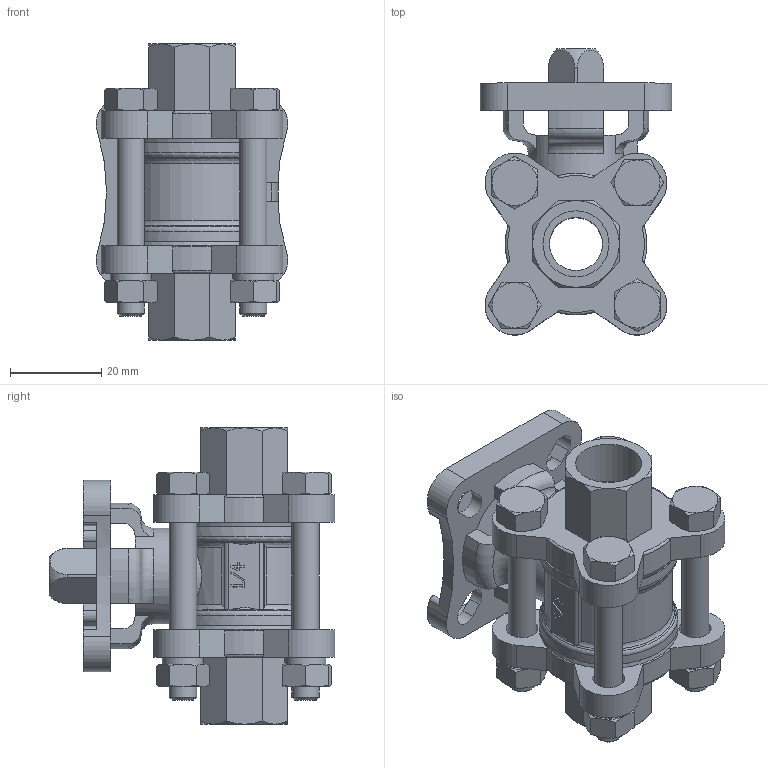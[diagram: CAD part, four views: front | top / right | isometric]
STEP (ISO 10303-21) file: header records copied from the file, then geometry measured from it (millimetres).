
FILE_DESCRIPTION(/* description */ ('STEP AP214'),/* implementation_level */ '2;1');
FILE_NAME(/* name */ '8089038_VZBE-1_4-WA-63-T-2-F0304-V15V15',/* time_stamp */ '2024-09-18T01:36:05+02:00',/* author */ ('License CC BY-ND 4.0'),/* organization */ ('CADENAS'),/* preprocessor_version */ 'ST-DEVELOPER v19.3',/* originating_system */ 'PARTsolutions',/* authorisation */ ' ');
FILE_SCHEMA (('AUTOMOTIVE_DESIGN {1 0 10303 214 3 1 1}'));
Length unit declared in the file: millimetre
Products named in the file (2): 8089038 VZBE-1/4-WA-63-T-2-F0304-V15V15; 8089038 VZBE-1/4-WA-63-T-2-F0304-V15V15_v
Assembly tree (1 placements, depth 2):
  8089038 VZBE-1/4-WA-63-T-2-F0304-V15V15
    8089038 VZBE-1/4-WA-63-T-2-F0304-V15V15_v
Bounding box: 41.99 x 62.71 x 65 mm (x, y, z)
Volume: 48836.5 mm3; surface area: 23422.6 mm2
Topology: 1 solids, 1 shells, 446 faces, 1127 edges, 708 vertices
Faces by surface type: plane 193, cone 121, cylinder 94, torus 38
Full cylindrical faces by diameter (mm): 6 x8, 7 x8, 9 x4, 11.6 x1, 14.5 x2, 21 x1, 26 x1, 30.5 x2
Entity records: 13572 total; most frequent: CARTESIAN_POINT 3369, ORIENTED_EDGE 2162, DIRECTION 1979, EDGE_CURVE 1081, AXIS2_PLACEMENT_3D 796, VERTEX_POINT 698, EDGE_LOOP 539, FACE_BOUND 539
